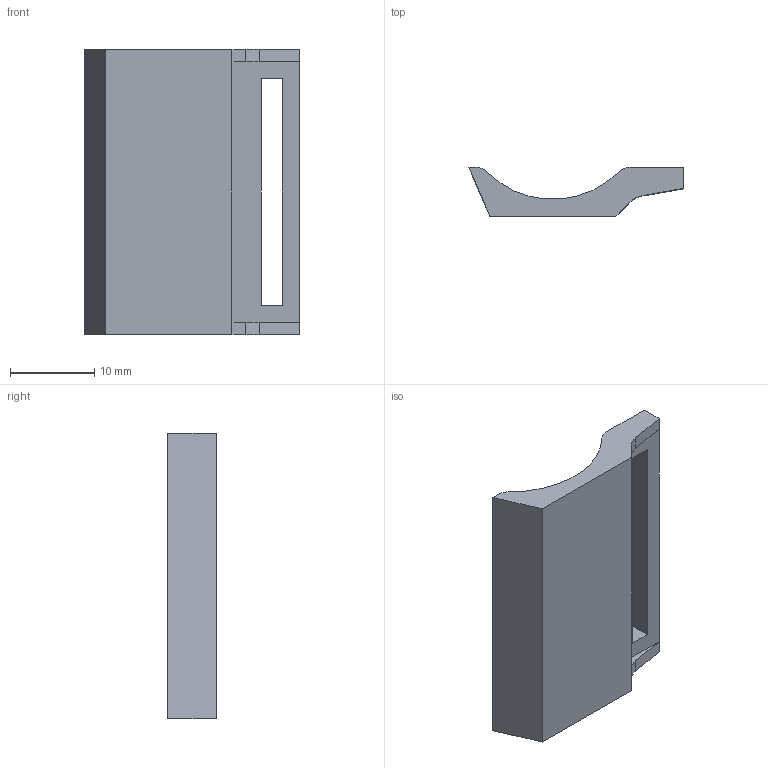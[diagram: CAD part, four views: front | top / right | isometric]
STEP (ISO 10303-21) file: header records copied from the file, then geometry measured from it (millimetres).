
FILE_DESCRIPTION (( 'STEP AP214' ), '1' );
FILE_NAME ('1197223_KSTP1.stp', '2018-08-16T07:57:08', ( '' ), ( '' ), 'SwSTEP 2.0', 'SolidWorks 2016', '' );
FILE_SCHEMA (( 'AUTOMOTIVE_DESIGN' ));
Length unit declared in the file: millimetre
Products named in the file (1): 1197223_KSTP1
Bounding box: 25.5 x 5.8 x 34 mm (x, y, z)
Volume: 2238.5 mm3; surface area: 2329.5 mm2
Topology: 1 solids, 1 shells, 83 faces, 221 edges, 146 vertices
Faces by surface type: plane 37, bspline 35, cylinder 11
Entity records: 3919 total; most frequent: CARTESIAN_POINT 2042, ORIENTED_EDGE 442, DIRECTION 267, EDGE_CURVE 221, VERTEX_POINT 146, VECTOR 121, LINE 121, EDGE_LOOP 91
